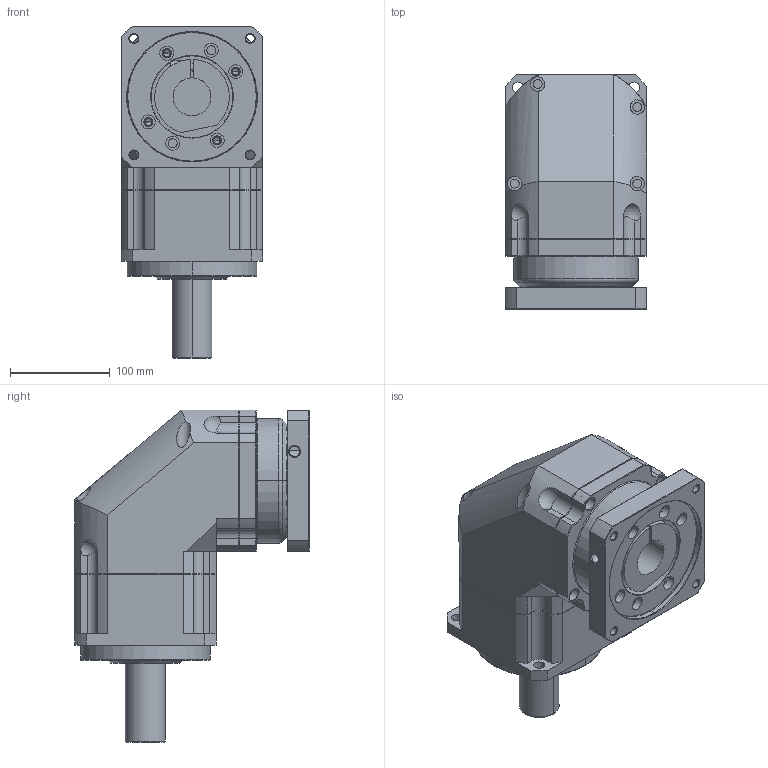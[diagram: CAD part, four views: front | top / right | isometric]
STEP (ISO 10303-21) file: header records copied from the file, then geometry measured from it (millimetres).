
FILE_DESCRIPTION((''),'2;1');
FILE_NAME('ABR1421-P4150201_ASM','2008-03-03T',('d00280'),(''),'PRO/ENGINEER BY PARAMETRIC TECHNOLOGY CORPORATION, 2006170','PRO/ENGINEER BY PARAMETRIC TECHNOLOGY CORPORATION, 2006170','');
FILE_SCHEMA(('CONFIG_CONTROL_DESIGN'));
Length unit declared in the file: millimetre
Products named in the file (5): AB1421; PD050001; PK950001; P4150201; ABR1421-P4150201_ASM
Assembly tree (4 placements, depth 2):
  ABR1421-P4150201_ASM
    AB1421
    PD050001
    PK950001
    P4150201
Bounding box: 142 x 235.5 x 333 mm (x, y, z)
Volume: 3920712 mm3; surface area: 439496.8 mm2
Topology: 5 solids, 23 shells, 693 faces, 1624 edges, 981 vertices
Faces by surface type: cylinder 273, plane 182, cone 166, torus 68, sphere 4
Entity records: 20465 total; most frequent: CARTESIAN_POINT 4081, DIRECTION 3725, ORIENTED_EDGE 3124, EDGE_CURVE 1600, AXIS2_PLACEMENT_3D 1532, VERTEX_POINT 981, CIRCLE 822, EDGE_LOOP 811
